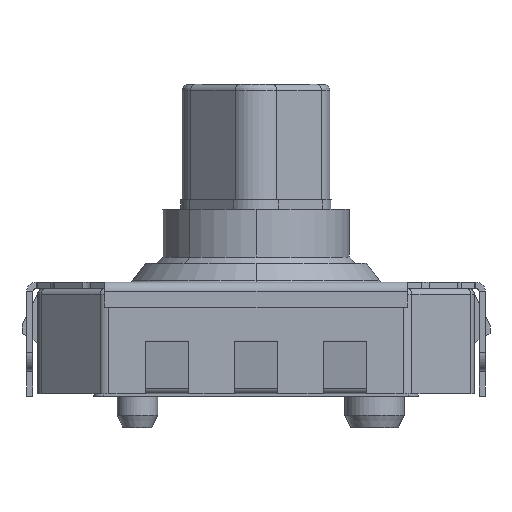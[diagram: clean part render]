
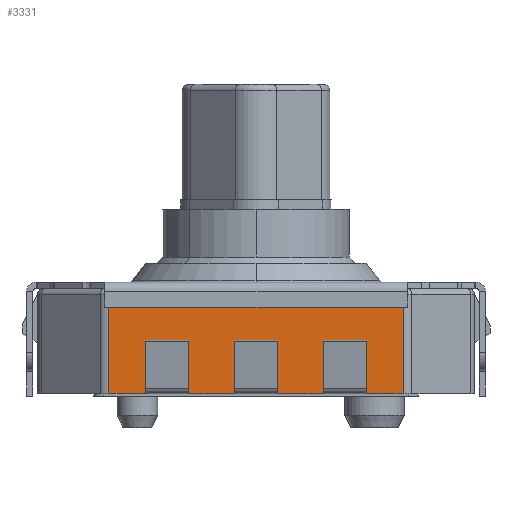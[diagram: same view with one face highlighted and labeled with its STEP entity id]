
A CAD part, left-side view. The second image highlights one B-rep face of the part: STEP entity #3331.
In plain terms, the highlighted planar face has unit normal (-1, 0, 0).
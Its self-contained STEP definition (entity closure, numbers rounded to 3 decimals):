
#2013 = VERTEX_POINT('',#2014);
#2014 = CARTESIAN_POINT('',(-3.5,0.35,0.14));
#2021 = EDGE_CURVE('',#2013,#2022,#2024,.T.);
#2022 = VERTEX_POINT('',#2023);
#2023 = CARTESIAN_POINT('',(-3.5,0.35,0.04));
#2024 = LINE('',#2025,#2026);
#2025 = CARTESIAN_POINT('',(-3.5,0.35,1.73));
#2026 = VECTOR('',#2027,1.);
#2027 = DIRECTION('',(0.,0.,-1.));
#2044 = EDGE_CURVE('',#2045,#2047,#2049,.T.);
#2045 = VERTEX_POINT('',#2046);
#2046 = CARTESIAN_POINT('',(-3.5,1.075,0.04));
#2047 = VERTEX_POINT('',#2048);
#2048 = CARTESIAN_POINT('',(-3.5,1.075,0.14));
#2049 = LINE('',#2050,#2051);
#2050 = CARTESIAN_POINT('',(-3.5,1.075,1.73));
#2051 = VECTOR('',#2052,1.);
#2052 = DIRECTION('',(0.,0.,1.));
#2077 = EDGE_CURVE('',#2047,#2078,#2080,.T.);
#2078 = VERTEX_POINT('',#2079);
#2079 = CARTESIAN_POINT('',(-3.5,1.775,0.14));
#2080 = LINE('',#2081,#2082);
#2081 = CARTESIAN_POINT('',(-3.5,0.,0.14));
#2082 = VECTOR('',#2083,1.);
#2083 = DIRECTION('',(0.,1.,0.));
#2103 = EDGE_CURVE('',#2078,#2104,#2106,.T.);
#2104 = VERTEX_POINT('',#2105);
#2105 = CARTESIAN_POINT('',(-3.5,1.775,0.04));
#2106 = LINE('',#2107,#2108);
#2107 = CARTESIAN_POINT('',(-3.5,1.775,1.73));
#2108 = VECTOR('',#2109,1.);
#2109 = DIRECTION('',(0.,0.,-1.));
#2128 = VERTEX_POINT('',#2129);
#2129 = CARTESIAN_POINT('',(-3.5,-1.775,0.04));
#2136 = EDGE_CURVE('',#2128,#2137,#2139,.T.);
#2137 = VERTEX_POINT('',#2138);
#2138 = CARTESIAN_POINT('',(-3.5,-1.775,0.14));
#2139 = LINE('',#2140,#2141);
#2140 = CARTESIAN_POINT('',(-3.5,-1.775,1.73));
#2141 = VECTOR('',#2142,1.);
#2142 = DIRECTION('',(0.,0.,1.));
#2160 = EDGE_CURVE('',#2137,#2161,#2163,.T.);
#2161 = VERTEX_POINT('',#2162);
#2162 = CARTESIAN_POINT('',(-3.5,-1.075,0.14));
#2163 = LINE('',#2164,#2165);
#2164 = CARTESIAN_POINT('',(-3.5,0.,0.14));
#2165 = VECTOR('',#2166,1.);
#2166 = DIRECTION('',(0.,1.,0.));
#2187 = EDGE_CURVE('',#2161,#2188,#2190,.T.);
#2188 = VERTEX_POINT('',#2189);
#2189 = CARTESIAN_POINT('',(-3.5,-1.075,0.04));
#2190 = LINE('',#2191,#2192);
#2191 = CARTESIAN_POINT('',(-3.5,-1.075,1.73));
#2192 = VECTOR('',#2193,1.);
#2193 = DIRECTION('',(0.,0.,-1.));
#2211 = VERTEX_POINT('',#2212);
#2212 = CARTESIAN_POINT('',(-3.5,-0.35,0.04));
#2219 = EDGE_CURVE('',#2211,#2220,#2222,.T.);
#2220 = VERTEX_POINT('',#2221);
#2221 = CARTESIAN_POINT('',(-3.5,-0.35,0.14));
#2222 = LINE('',#2223,#2224);
#2223 = CARTESIAN_POINT('',(-3.5,-0.35,1.73));
#2224 = VECTOR('',#2225,1.);
#2225 = DIRECTION('',(0.,0.,1.));
#2243 = EDGE_CURVE('',#2220,#2013,#2244,.T.);
#2244 = LINE('',#2245,#2246);
#2245 = CARTESIAN_POINT('',(-3.5,0.,0.14));
#2246 = VECTOR('',#2247,1.);
#2247 = DIRECTION('',(0.,1.,0.));
#2821 = VERTEX_POINT('',#2822);
#2822 = CARTESIAN_POINT('',(-3.5,-2.357,1.63));
#2829 = EDGE_CURVE('',#2821,#2830,#2832,.T.);
#2830 = VERTEX_POINT('',#2831);
#2831 = CARTESIAN_POINT('',(-3.5,-2.357,0.04));
#2832 = LINE('',#2833,#2834);
#2833 = CARTESIAN_POINT('',(-3.5,-2.357,1.73));
#2834 = VECTOR('',#2835,1.);
#2835 = DIRECTION('',(0.,0.,-1.));
#2914 = VERTEX_POINT('',#2915);
#2915 = CARTESIAN_POINT('',(-3.5,2.357,0.04));
#2922 = EDGE_CURVE('',#2914,#2923,#2925,.T.);
#2923 = VERTEX_POINT('',#2924);
#2924 = CARTESIAN_POINT('',(-3.5,2.357,1.63));
#2925 = LINE('',#2926,#2927);
#2926 = CARTESIAN_POINT('',(-3.5,2.357,1.73));
#2927 = VECTOR('',#2928,1.);
#2928 = DIRECTION('',(0.,0.,1.));
#3331 = ADVANCED_FACE('',(#3332),#3375,.F.);
#3332 = FACE_BOUND('',#3333,.T.);
#3333 = EDGE_LOOP('',(#3334,#3335,#3341,#3342,#3343,#3344,#3350,#3351,
    #3357,#3358,#3364,#3365,#3366,#3367,#3373,#3374));
#3334 = ORIENTED_EDGE('',*,*,#2219,.F.);
#3335 = ORIENTED_EDGE('',*,*,#3336,.F.);
#3336 = EDGE_CURVE('',#2188,#2211,#3337,.T.);
#3337 = LINE('',#3338,#3339);
#3338 = CARTESIAN_POINT('',(-3.5,0.,0.04));
#3339 = VECTOR('',#3340,1.);
#3340 = DIRECTION('',(0.,1.,0.));
#3341 = ORIENTED_EDGE('',*,*,#2187,.F.);
#3342 = ORIENTED_EDGE('',*,*,#2160,.F.);
#3343 = ORIENTED_EDGE('',*,*,#2136,.F.);
#3344 = ORIENTED_EDGE('',*,*,#3345,.F.);
#3345 = EDGE_CURVE('',#2830,#2128,#3346,.T.);
#3346 = LINE('',#3347,#3348);
#3347 = CARTESIAN_POINT('',(-3.5,0.,0.04));
#3348 = VECTOR('',#3349,1.);
#3349 = DIRECTION('',(0.,1.,0.));
#3350 = ORIENTED_EDGE('',*,*,#2829,.F.);
#3351 = ORIENTED_EDGE('',*,*,#3352,.F.);
#3352 = EDGE_CURVE('',#2923,#2821,#3353,.T.);
#3353 = LINE('',#3354,#3355);
#3354 = CARTESIAN_POINT('',(-3.5,2.357,1.63));
#3355 = VECTOR('',#3356,1.);
#3356 = DIRECTION('',(0.,-1.,0.));
#3357 = ORIENTED_EDGE('',*,*,#2922,.F.);
#3358 = ORIENTED_EDGE('',*,*,#3359,.F.);
#3359 = EDGE_CURVE('',#2104,#2914,#3360,.T.);
#3360 = LINE('',#3361,#3362);
#3361 = CARTESIAN_POINT('',(-3.5,0.,0.04));
#3362 = VECTOR('',#3363,1.);
#3363 = DIRECTION('',(0.,1.,0.));
#3364 = ORIENTED_EDGE('',*,*,#2103,.F.);
#3365 = ORIENTED_EDGE('',*,*,#2077,.F.);
#3366 = ORIENTED_EDGE('',*,*,#2044,.F.);
#3367 = ORIENTED_EDGE('',*,*,#3368,.F.);
#3368 = EDGE_CURVE('',#2022,#2045,#3369,.T.);
#3369 = LINE('',#3370,#3371);
#3370 = CARTESIAN_POINT('',(-3.5,0.,0.04));
#3371 = VECTOR('',#3372,1.);
#3372 = DIRECTION('',(0.,1.,0.));
#3373 = ORIENTED_EDGE('',*,*,#2021,.F.);
#3374 = ORIENTED_EDGE('',*,*,#2243,.F.);
#3375 = PLANE('',#3376);
#3376 = AXIS2_PLACEMENT_3D('',#3377,#3378,#3379);
#3377 = CARTESIAN_POINT('',(-3.5,0.,1.73));
#3378 = DIRECTION('',(1.,0.,0.));
#3379 = DIRECTION('',(0.,0.,-1.));
